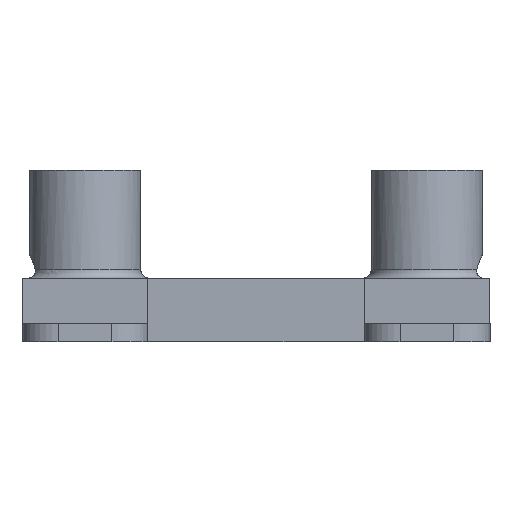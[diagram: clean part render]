
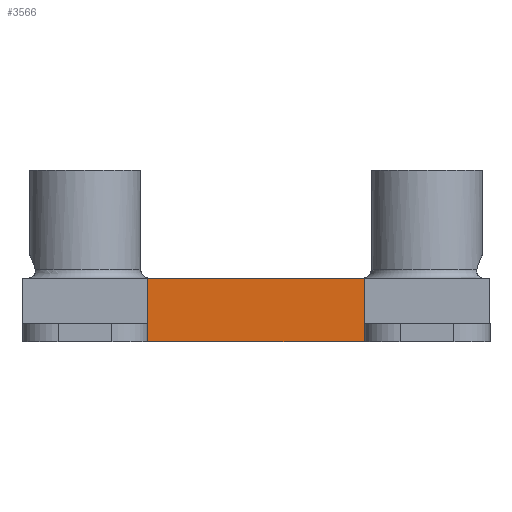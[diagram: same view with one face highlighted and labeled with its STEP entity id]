
A CAD part, front view. The second image highlights one B-rep face of the part: STEP entity #3566.
In plain terms, the highlighted planar face has unit normal (0, -1, 0).
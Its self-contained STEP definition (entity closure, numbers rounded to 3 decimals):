
#220=LINE('',#5066,#437);
#346=LINE('',#7356,#563);
#349=LINE('',#7360,#566);
#374=LINE('',#7617,#591);
#376=LINE('',#7621,#593);
#377=LINE('',#7622,#594);
#437=VECTOR('',#4024,10.);
#563=VECTOR('',#4746,10.);
#566=VECTOR('',#4751,10.);
#591=VECTOR('',#4862,10.);
#593=VECTOR('',#4866,10.);
#594=VECTOR('',#4867,10.);
#667=PLANE('',#3944);
#842=FACE_OUTER_BOUND('',#1075,.T.);
#1075=EDGE_LOOP('',(#3210,#3211,#3212,#3213,#3214,#3215));
#1468=VERTEX_POINT('',#5063);
#1469=VERTEX_POINT('',#5065);
#1704=VERTEX_POINT('',#7080);
#1711=VERTEX_POINT('',#7095);
#1763=VERTEX_POINT('',#7616);
#1764=VERTEX_POINT('',#7620);
#1822=EDGE_CURVE('',#1469,#1468,#220,.T.);
#2209=EDGE_CURVE('',#1711,#1469,#346,.T.);
#2212=EDGE_CURVE('',#1704,#1468,#349,.T.);
#2271=EDGE_CURVE('',#1763,#1704,#374,.T.);
#2273=EDGE_CURVE('',#1711,#1764,#376,.T.);
#2274=EDGE_CURVE('',#1763,#1764,#377,.T.);
#3210=ORIENTED_EDGE('',*,*,#2273,.F.);
#3211=ORIENTED_EDGE('',*,*,#2209,.T.);
#3212=ORIENTED_EDGE('',*,*,#1822,.T.);
#3213=ORIENTED_EDGE('',*,*,#2212,.F.);
#3214=ORIENTED_EDGE('',*,*,#2271,.F.);
#3215=ORIENTED_EDGE('',*,*,#2274,.T.);
#3566=ADVANCED_FACE('',(#842),#667,.T.);
#3944=AXIS2_PLACEMENT_3D('',#7619,#4864,#4865);
#4024=DIRECTION('',(-1.,0.,0.));
#4746=DIRECTION('',(0.,0.,1.));
#4751=DIRECTION('',(0.,0.,1.));
#4862=DIRECTION('',(0.,0.,1.));
#4864=DIRECTION('center_axis',(0.,-1.,0.));
#4865=DIRECTION('ref_axis',(0.,0.,-1.));
#4866=DIRECTION('',(0.,0.,-1.));
#4867=DIRECTION('',(1.,0.,0.));
#5063=CARTESIAN_POINT('',(31.926,150.448,10.885));
#5065=CARTESIAN_POINT('',(43.926,150.448,10.885));
#5066=CARTESIAN_POINT('',(43.926,150.448,10.885));
#7080=CARTESIAN_POINT('',(31.926,150.448,8.385));
#7095=CARTESIAN_POINT('',(43.926,150.448,8.385));
#7356=CARTESIAN_POINT('',(43.926,150.448,13.485));
#7360=CARTESIAN_POINT('',(31.926,150.448,13.485));
#7616=CARTESIAN_POINT('',(31.926,150.447,7.385));
#7617=CARTESIAN_POINT('',(31.926,150.447,7.385));
#7619=CARTESIAN_POINT('Origin',(43.926,150.448,7.385));
#7620=CARTESIAN_POINT('',(43.926,150.448,7.385));
#7621=CARTESIAN_POINT('',(43.926,150.448,7.385));
#7622=CARTESIAN_POINT('',(43.926,150.448,7.385));
